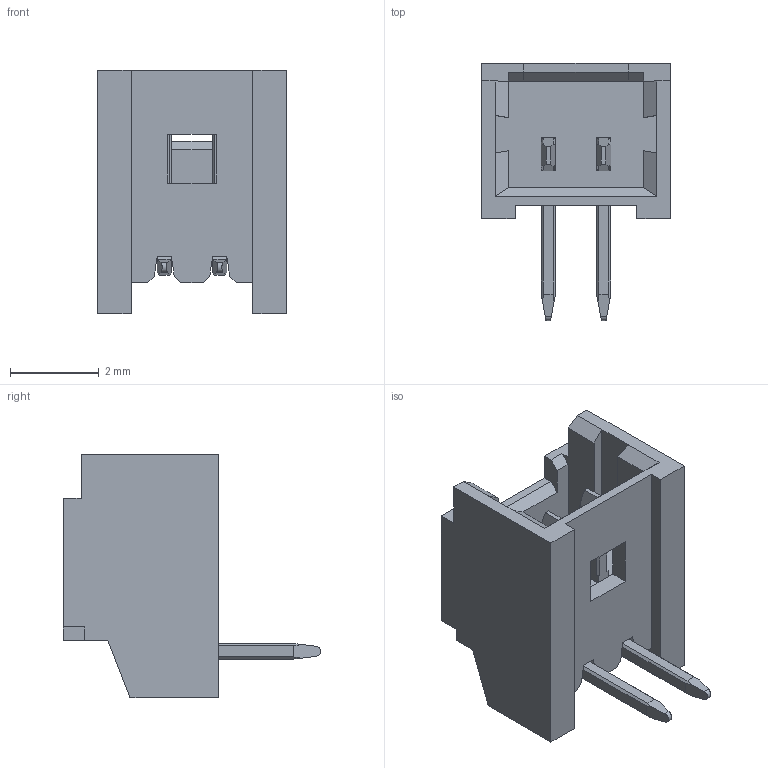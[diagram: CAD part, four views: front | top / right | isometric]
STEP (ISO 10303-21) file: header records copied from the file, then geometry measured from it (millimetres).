
FILE_DESCRIPTION (( 'STEP AP214' ), '1' );
FILE_NAME ('530480250.STEP', '2024-03-21T04:15:29', ( 'LENOVO' ), ( '' ), 'SwSTEP 2.0', 'SolidWorks 2021', '' );
FILE_SCHEMA (( 'AUTOMOTIVE_DESIGN' ));
Length unit declared in the file: millimetre
Products named in the file (1): 530480250
Bounding box: 4.25 x 5.8 x 5.5 mm (x, y, z)
Volume: 39.9 mm3; surface area: 157.8 mm2
Topology: 5 solids, 5 shells, 164 faces, 436 edges, 282 vertices
Faces by surface type: plane 154, cylinder 6, cone 4
Entity records: 5288 total; most frequent: CARTESIAN_POINT 907, ORIENTED_EDGE 872, DIRECTION 774, EDGE_CURVE 436, VECTOR 412, LINE 412, VERTEX_POINT 282, AXIS2_PLACEMENT_3D 181
